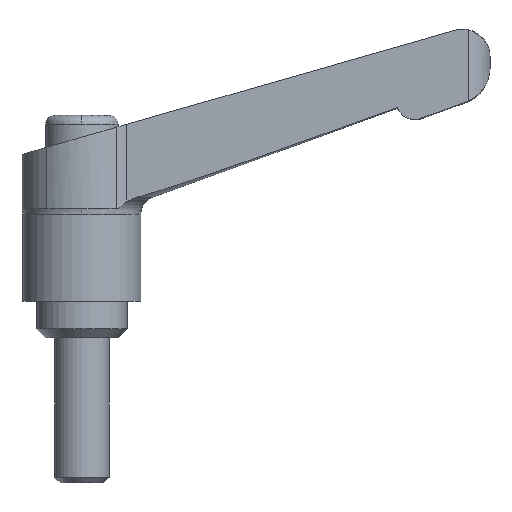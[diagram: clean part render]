
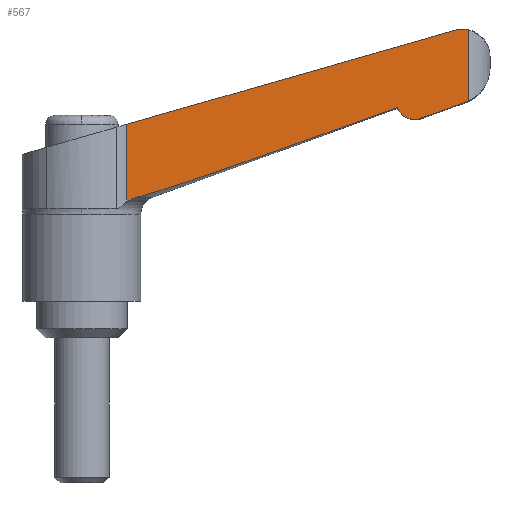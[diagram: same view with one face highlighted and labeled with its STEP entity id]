
A CAD part, top view. The second image highlights one B-rep face of the part: STEP entity #567.
In plain terms, the highlighted planar face has unit normal (0.035, 0, 0.999).
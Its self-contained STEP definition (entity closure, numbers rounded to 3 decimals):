
#291 = EDGE_CURVE( '', #573, #309, #781, .T. );
#295 = EDGE_CURVE( '', #377, #309, #786, .T. );
#303 = EDGE_CURVE( '', #517, #607, #794, .T. );
#309 = VERTEX_POINT( '', #800 );
#357 = EDGE_CURVE( '', #573, #599, #851, .T. );
#377 = VERTEX_POINT( '', #876 );
#437 = VERTEX_POINT( '', #941 );
#491 = EDGE_CURVE( '', #625, #517, #1003, .T. );
#509 = EDGE_CURVE( '', #625, #599, #1024, .T. );
#517 = VERTEX_POINT( '', #1032 );
#535 = EDGE_CURVE( '', #693, #437, #1050, .T. );
#567 = ADVANCED_FACE( '', ( #1085 ), #1086, .F. );
#573 = VERTEX_POINT( '', #1092 );
#593 = EDGE_CURVE( '', #437, #377, #1112, .T. );
#599 = VERTEX_POINT( '', #1119 );
#607 = VERTEX_POINT( '', #1128 );
#625 = VERTEX_POINT( '', #1148 );
#693 = VERTEX_POINT( '', #1224 );
#723 = EDGE_CURVE( '', #607, #693, #1257, .T. );
#781 = LINE( '', #1327, #1328 );
#786 = LINE( '', #1334, #1335 );
#794 = ( B_SPLINE_CURVE( 2, ( #1349, #1350, #1351 ), .UNSPECIFIED., .F., .F. )B_SPLINE_CURVE_WITH_KNOTS( ( 3, 3 ), ( 0., 5.151 ), .UNSPECIFIED. )RATIONAL_B_SPLINE_CURVE( ( 1., 1.002, 1. ) )BOUNDED_CURVE(  )REPRESENTATION_ITEM( '' )GEOMETRIC_REPRESENTATION_ITEM(  )CURVE(  ) );
#800 = CARTESIAN_POINT( '', ( 4.96, 23.518, 4.977 ) );
#851 = B_SPLINE_CURVE_WITH_KNOTS( '', 3, ( #1450, #1451, #1452, #1453, #1454, #1455, #1456, #1457, #1458, #1459 ), .UNSPECIFIED., .F., .F., ( 4, 2, 2, 2, 4 ), ( 12.59, 12.819, 13.381, 13.941, 14.115 ), .UNSPECIFIED. );
#876 = CARTESIAN_POINT( '', ( 4.96, 14.953, 4.977 ) );
#941 = CARTESIAN_POINT( '', ( 6.056, 15.479, 4.939 ) );
#1003 = B_SPLINE_CURVE_WITH_KNOTS( '', 3, ( #1721, #1722, #1723, #1724, #1725, #1726 ), .UNSPECIFIED., .F., .F., ( 4, 2, 4 ), ( 4.198, 4.45, 4.626 ), .UNSPECIFIED. );
#1024 = LINE( '', #1754, #1755 );
#1032 = CARTESIAN_POINT( '', ( 42.207, 25.927, 3.677 ) );
#1050 = ( B_SPLINE_CURVE( 2, ( #1794, #1795, #1796 ), .UNSPECIFIED., .F., .F. )B_SPLINE_CURVE_WITH_KNOTS( ( 3, 3 ), ( 0., 30.397 ), .UNSPECIFIED. )RATIONAL_B_SPLINE_CURVE( ( 1., 1.349, 1. ) )BOUNDED_CURVE(  )REPRESENTATION_ITEM( '' )GEOMETRIC_REPRESENTATION_ITEM(  )CURVE(  ) );
#1085 = FACE_OUTER_BOUND( '', #1855, .T. );
#1086 = PLANE( '', #1856 );
#1092 = CARTESIAN_POINT( '', ( 41.52, 34.002, 3.701 ) );
#1112 = B_SPLINE_CURVE_WITH_KNOTS( '', 3, ( #1909, #1910, #1911, #1912, #1913, #1914, #1915, #1916 ), .UNSPECIFIED., .F., .F., ( 4, 2, 2, 4 ), ( 4.101, 4.299, 4.805, 5.256 ), .UNSPECIFIED. );
#1119 = CARTESIAN_POINT( '', ( 42.611, 33.919, 3.662 ) );
#1128 = CARTESIAN_POINT( '', ( 37.365, 24.178, 3.846 ) );
#1148 = CARTESIAN_POINT( '', ( 42.611, 26.098, 3.662 ) );
#1224 = CARTESIAN_POINT( '', ( 34.777, 25.373, 3.936 ) );
#1257 = B_SPLINE_CURVE_WITH_KNOTS( '', 3, ( #2133, #2134, #2135, #2136, #2137, #2138, #2139, #2140, #2141, #2142, #2143, #2144, #2145, #2146, #2147, #2148, #2149, #2150, #2151, #2152 ), .UNSPECIFIED., .F., .F., ( 4, 2, 2, 2, 2, 2, 2, 2, 2, 4 ), ( 2.315, 2.601, 2.976, 3.351, 3.726, 4.1, 4.473, 4.844, 5.215, 5.298 ), .UNSPECIFIED. );
#1327 = CARTESIAN_POINT( '', ( -4.505, 20.804, 5.308 ) );
#1328 = VECTOR( '', #2195, 1. );
#1334 = CARTESIAN_POINT( '', ( 4.96, 0., 4.977 ) );
#1335 = VECTOR( '', #2204, 1. );
#1349 = CARTESIAN_POINT( '', ( 42.207, 25.927, 3.677 ) );
#1350 = CARTESIAN_POINT( '', ( 39.641, 24.999, 3.766 ) );
#1351 = CARTESIAN_POINT( '', ( 37.365, 24.178, 3.846 ) );
#1450 = CARTESIAN_POINT( '', ( 41.004, 33.903, 3.719 ) );
#1451 = CARTESIAN_POINT( '', ( 41.083, 33.925, 3.716 ) );
#1452 = CARTESIAN_POINT( '', ( 41.164, 33.945, 3.713 ) );
#1453 = CARTESIAN_POINT( '', ( 41.446, 34.001, 3.703 ) );
#1454 = CARTESIAN_POINT( '', ( 41.65, 34.019, 3.696 ) );
#1455 = CARTESIAN_POINT( '', ( 42.023, 34.019, 3.683 ) );
#1456 = CARTESIAN_POINT( '', ( 42.227, 34.001, 3.676 ) );
#1457 = CARTESIAN_POINT( '', ( 42.489, 33.949, 3.667 ) );
#1458 = CARTESIAN_POINT( '', ( 42.55, 33.935, 3.665 ) );
#1459 = CARTESIAN_POINT( '', ( 42.611, 33.919, 3.662 ) );
#1721 = CARTESIAN_POINT( '', ( 42.611, 26.098, 3.662 ) );
#1722 = CARTESIAN_POINT( '', ( 42.532, 26.059, 3.665 ) );
#1723 = CARTESIAN_POINT( '', ( 42.453, 26.024, 3.668 ) );
#1724 = CARTESIAN_POINT( '', ( 42.321, 25.969, 3.673 ) );
#1725 = CARTESIAN_POINT( '', ( 42.265, 25.947, 3.675 ) );
#1726 = CARTESIAN_POINT( '', ( 42.207, 25.927, 3.677 ) );
#1754 = CARTESIAN_POINT( '', ( 42.611, 0., 3.662 ) );
#1755 = VECTOR( '', #2493, 1. );
#1794 = CARTESIAN_POINT( '', ( 34.777, 25.373, 3.936 ) );
#1795 = CARTESIAN_POINT( '', ( 11.299, 16.916, 4.756 ) );
#1796 = CARTESIAN_POINT( '', ( 6.056, 15.479, 4.939 ) );
#1855 = EDGE_LOOP( '', ( #2545, #2546, #2547, #2548, #2549, #2550, #2551, #2552, #2553 ) );
#1856 = AXIS2_PLACEMENT_3D( '', #2554, #2555, #2556 );
#1909 = CARTESIAN_POINT( '', ( 6.056, 15.479, 4.939 ) );
#1910 = CARTESIAN_POINT( '', ( 5.989, 15.461, 4.941 ) );
#1911 = CARTESIAN_POINT( '', ( 5.924, 15.44, 4.944 ) );
#1912 = CARTESIAN_POINT( '', ( 5.701, 15.365, 4.951 ) );
#1913 = CARTESIAN_POINT( '', ( 5.53, 15.294, 4.957 ) );
#1914 = CARTESIAN_POINT( '', ( 5.222, 15.132, 4.968 ) );
#1915 = CARTESIAN_POINT( '', ( 5.083, 15.044, 4.973 ) );
#1916 = CARTESIAN_POINT( '', ( 4.96, 14.953, 4.977 ) );
#2133 = CARTESIAN_POINT( '', ( 37.365, 24.178, 3.846 ) );
#2134 = CARTESIAN_POINT( '', ( 37.272, 24.144, 3.849 ) );
#2135 = CARTESIAN_POINT( '', ( 37.172, 24.116, 3.852 ) );
#2136 = CARTESIAN_POINT( '', ( 36.936, 24.069, 3.861 ) );
#2137 = CARTESIAN_POINT( '', ( 36.8, 24.057, 3.865 ) );
#2138 = CARTESIAN_POINT( '', ( 36.55, 24.057, 3.874 ) );
#2139 = CARTESIAN_POINT( '', ( 36.413, 24.069, 3.879 ) );
#2140 = CARTESIAN_POINT( '', ( 36.146, 24.122, 3.888 ) );
#2141 = CARTESIAN_POINT( '', ( 36.015, 24.163, 3.893 ) );
#2142 = CARTESIAN_POINT( '', ( 35.784, 24.258, 3.901 ) );
#2143 = CARTESIAN_POINT( '', ( 35.663, 24.321, 3.905 ) );
#2144 = CARTESIAN_POINT( '', ( 35.437, 24.471, 3.913 ) );
#2145 = CARTESIAN_POINT( '', ( 35.332, 24.558, 3.917 ) );
#2146 = CARTESIAN_POINT( '', ( 35.156, 24.733, 3.923 ) );
#2147 = CARTESIAN_POINT( '', ( 35.069, 24.837, 3.926 ) );
#2148 = CARTESIAN_POINT( '', ( 34.919, 25.061, 3.931 ) );
#2149 = CARTESIAN_POINT( '', ( 34.855, 25.181, 3.933 ) );
#2150 = CARTESIAN_POINT( '', ( 34.797, 25.32, 3.935 ) );
#2151 = CARTESIAN_POINT( '', ( 34.787, 25.346, 3.936 ) );
#2152 = CARTESIAN_POINT( '', ( 34.777, 25.373, 3.936 ) );
#2195 = DIRECTION( '', ( -0.961, -0.275, 0.034 ) );
#2204 = DIRECTION( '', ( 0., 1., 0. ) );
#2493 = DIRECTION( '', ( 0., 1., 0. ) );
#2545 = ORIENTED_EDGE( '', *, *, #291, .T. );
#2546 = ORIENTED_EDGE( '', *, *, #295, .F. );
#2547 = ORIENTED_EDGE( '', *, *, #593, .F. );
#2548 = ORIENTED_EDGE( '', *, *, #535, .F. );
#2549 = ORIENTED_EDGE( '', *, *, #723, .F. );
#2550 = ORIENTED_EDGE( '', *, *, #303, .F. );
#2551 = ORIENTED_EDGE( '', *, *, #491, .F. );
#2552 = ORIENTED_EDGE( '', *, *, #509, .T. );
#2553 = ORIENTED_EDGE( '', *, *, #357, .F. );
#2554 = CARTESIAN_POINT( '', ( 4.96, 0., 4.977 ) );
#2555 = DIRECTION( '', ( -0.035, 0., -0.999 ) );
#2556 = DIRECTION( '', ( -0.999, 0., 0.035 ) );
